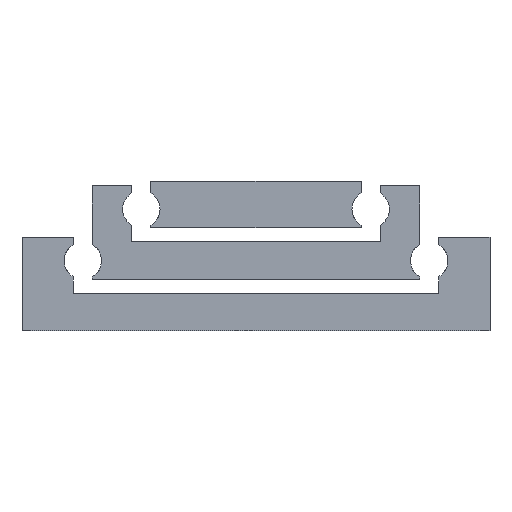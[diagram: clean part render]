
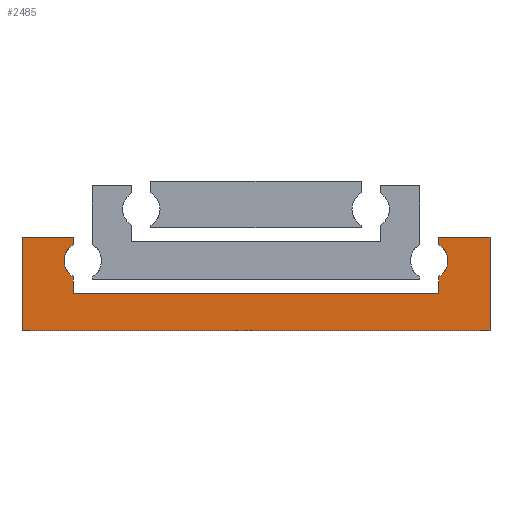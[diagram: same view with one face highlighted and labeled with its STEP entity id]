
A CAD part, front view. The second image highlights one B-rep face of the part: STEP entity #2485.
In plain terms, the highlighted planar face has unit normal (0, -1, 0).
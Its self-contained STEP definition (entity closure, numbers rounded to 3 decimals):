
#141=CARTESIAN_POINT('',(41.0,-375.0,2.5));
#142=VERTEX_POINT('',#141);
#151=CARTESIAN_POINT('',(39.0,-375.0,5.964));
#152=VERTEX_POINT('',#151);
#153=CARTESIAN_POINT('',(37.0,-375.0,2.5));
#154=DIRECTION('',(0.0,1.0,0.0));
#155=DIRECTION('',(1.0,0.0,0.0));
#156=AXIS2_PLACEMENT_3D('',#153,#154,#155);
#157=CIRCLE('',#156,4.0);
#158=EDGE_CURVE('',#152,#142,#157,.T.);
#310=CARTESIAN_POINT('',(-39.0,-375.0,5.964));
#311=VERTEX_POINT('',#310);
#318=CARTESIAN_POINT('',(-41.0,-375.0,2.5));
#319=VERTEX_POINT('',#318);
#320=CARTESIAN_POINT('',(-37.0,-375.0,2.5));
#321=DIRECTION('',(0.0,1.0,0.0));
#322=DIRECTION('',(1.0,0.0,0.0));
#323=AXIS2_PLACEMENT_3D('',#320,#321,#322);
#324=CIRCLE('',#323,4.0);
#325=EDGE_CURVE('',#319,#311,#324,.T.);
#1984=CARTESIAN_POINT('',(-39.0,-375.0,-0.964));
#1985=VERTEX_POINT('',#1984);
#1986=CARTESIAN_POINT('',(-37.0,-375.0,2.5));
#1987=DIRECTION('',(0.0,1.0,0.0));
#1988=DIRECTION('',(1.0,0.0,0.0));
#1989=AXIS2_PLACEMENT_3D('',#1986,#1987,#1988);
#1990=CIRCLE('',#1989,4.0);
#1991=EDGE_CURVE('',#1985,#319,#1990,.T.);
#2032=CARTESIAN_POINT('',(39.0,-375.0,-0.964));
#2033=VERTEX_POINT('',#2032);
#2040=CARTESIAN_POINT('',(37.0,-375.0,2.5));
#2041=DIRECTION('',(0.0,1.0,0.0));
#2042=DIRECTION('',(1.0,0.0,0.0));
#2043=AXIS2_PLACEMENT_3D('',#2040,#2041,#2042);
#2044=CIRCLE('',#2043,4.0);
#2045=EDGE_CURVE('',#142,#2033,#2044,.T.);
#2056=CARTESIAN_POINT('',(-39.0,-375.0,-4.5));
#2057=VERTEX_POINT('',#2056);
#2058=CARTESIAN_POINT('',(-39.0,-375.0,-0.964));
#2059=DIRECTION('',(0.0,0.0,-1.0));
#2060=VECTOR('',#2059,3.536);
#2061=LINE('',#2058,#2060);
#2062=EDGE_CURVE('',#1985,#2057,#2061,.T.);
#2095=CARTESIAN_POINT('',(-39.0,-375.0,7.5));
#2096=VERTEX_POINT('',#2095);
#2103=CARTESIAN_POINT('',(-39.0,-375.0,7.5));
#2104=DIRECTION('',(0.0,0.0,-1.0));
#2105=VECTOR('',#2104,1.536);
#2106=LINE('',#2103,#2105);
#2107=EDGE_CURVE('',#2096,#311,#2106,.T.);
#2193=CARTESIAN_POINT('',(39.0,-375.0,-4.5));
#2194=VERTEX_POINT('',#2193);
#2201=CARTESIAN_POINT('',(39.0,-375.0,-4.5));
#2202=DIRECTION('',(0.0,0.0,1.0));
#2203=VECTOR('',#2202,3.536);
#2204=LINE('',#2201,#2203);
#2205=EDGE_CURVE('',#2194,#2033,#2204,.T.);
#2216=CARTESIAN_POINT('',(39.0,-375.0,7.5));
#2217=VERTEX_POINT('',#2216);
#2218=CARTESIAN_POINT('',(39.0,-375.0,5.964));
#2219=DIRECTION('',(0.0,0.0,1.0));
#2220=VECTOR('',#2219,1.536);
#2221=LINE('',#2218,#2220);
#2222=EDGE_CURVE('',#152,#2217,#2221,.T.);
#2241=CARTESIAN_POINT('',(50.0,-375.0,7.5));
#2242=VERTEX_POINT('',#2241);
#2243=CARTESIAN_POINT('',(39.0,-375.0,7.5));
#2244=DIRECTION('',(1.0,0.0,0.0));
#2245=VECTOR('',#2244,11.0);
#2246=LINE('',#2243,#2245);
#2247=EDGE_CURVE('',#2217,#2242,#2246,.T.);
#2265=CARTESIAN_POINT('',(-39.0,-375.0,-4.5));
#2266=DIRECTION('',(1.0,0.0,0.0));
#2267=VECTOR('',#2266,78.0);
#2268=LINE('',#2265,#2267);
#2269=EDGE_CURVE('',#2057,#2194,#2268,.T.);
#2325=CARTESIAN_POINT('',(-50.0,-375.0,7.5));
#2326=VERTEX_POINT('',#2325);
#2333=CARTESIAN_POINT('',(-50.0,-375.0,7.5));
#2334=DIRECTION('',(1.0,0.0,0.0));
#2335=VECTOR('',#2334,11.0);
#2336=LINE('',#2333,#2335);
#2337=EDGE_CURVE('',#2326,#2096,#2336,.T.);
#2349=CARTESIAN_POINT('',(-50.0,-375.0,-12.5));
#2350=VERTEX_POINT('',#2349);
#2357=CARTESIAN_POINT('',(-50.0,-375.0,-12.5));
#2358=DIRECTION('',(0.0,0.0,1.0));
#2359=VECTOR('',#2358,20.0);
#2360=LINE('',#2357,#2359);
#2361=EDGE_CURVE('',#2350,#2326,#2360,.T.);
#2381=CARTESIAN_POINT('',(50.0,-375.0,-12.5));
#2382=VERTEX_POINT('',#2381);
#2389=CARTESIAN_POINT('',(50.0,-375.0,-12.5));
#2390=DIRECTION('',(-1.0,0.0,0.0));
#2391=VECTOR('',#2390,100.0);
#2392=LINE('',#2389,#2391);
#2393=EDGE_CURVE('',#2382,#2350,#2392,.T.);
#2446=CARTESIAN_POINT('',(50.0,-375.0,7.5));
#2447=DIRECTION('',(0.0,0.0,-1.0));
#2448=VECTOR('',#2447,20.0);
#2449=LINE('',#2446,#2448);
#2450=EDGE_CURVE('',#2242,#2382,#2449,.T.);
#2464=CARTESIAN_POINT('',(0.,-375.0,-5.682));
#2465=DIRECTION('',(0.0,1.0,0.0));
#2466=DIRECTION('',(0.0,0.0,1.0));
#2467=AXIS2_PLACEMENT_3D('',#2464,#2465,#2466);
#2468=PLANE('',#2467);
#2469=ORIENTED_EDGE('',*,*,#1991,.T.);
#2470=ORIENTED_EDGE('',*,*,#325,.T.);
#2471=ORIENTED_EDGE('',*,*,#2107,.F.);
#2472=ORIENTED_EDGE('',*,*,#2337,.F.);
#2473=ORIENTED_EDGE('',*,*,#2361,.F.);
#2474=ORIENTED_EDGE('',*,*,#2393,.F.);
#2475=ORIENTED_EDGE('',*,*,#2450,.F.);
#2476=ORIENTED_EDGE('',*,*,#2247,.F.);
#2477=ORIENTED_EDGE('',*,*,#2222,.F.);
#2478=ORIENTED_EDGE('',*,*,#158,.T.);
#2479=ORIENTED_EDGE('',*,*,#2045,.T.);
#2480=ORIENTED_EDGE('',*,*,#2205,.F.);
#2481=ORIENTED_EDGE('',*,*,#2269,.F.);
#2482=ORIENTED_EDGE('',*,*,#2062,.F.);
#2483=EDGE_LOOP('',(#2469,#2470,#2471,#2472,#2473,#2474,#2475,#2476,#2477,#2478,#2479,#2480,#2481,#2482));
#2484=FACE_OUTER_BOUND('',#2483,.T.);
#2485=ADVANCED_FACE('',(#2484),#2468,.F.);
